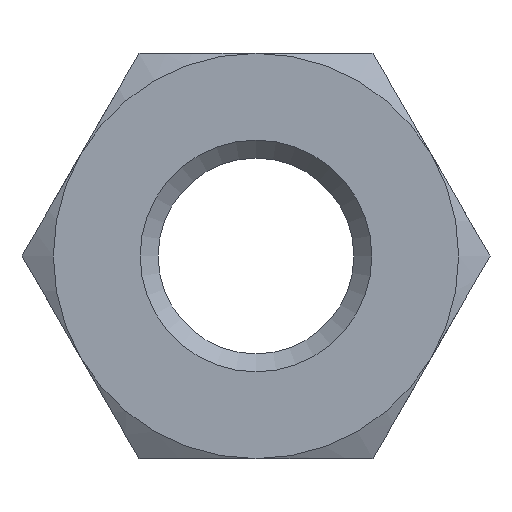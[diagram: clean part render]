
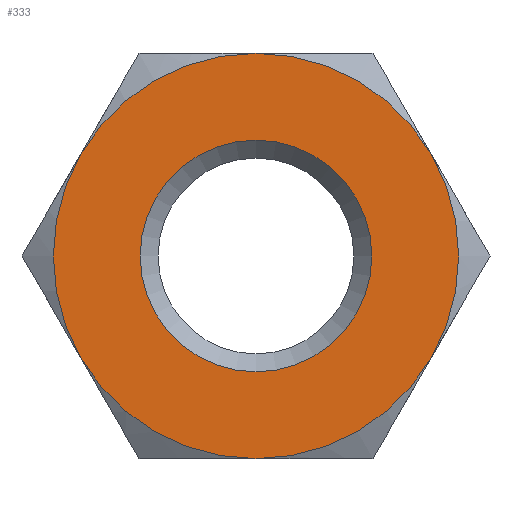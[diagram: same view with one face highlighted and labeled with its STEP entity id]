
A CAD part, left-side view. The second image highlights one B-rep face of the part: STEP entity #333.
In plain terms, the highlighted planar face has unit normal (-1, 0, 0).
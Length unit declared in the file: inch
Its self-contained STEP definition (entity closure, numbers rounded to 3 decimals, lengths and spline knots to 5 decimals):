
#19=FACE_BOUND('',#89,.T.);
#39=PLANE('',#374);
#62=FACE_OUTER_BOUND('',#88,.T.);
#88=EDGE_LOOP('',(#284,#285,#286,#287,#288,#289));
#89=EDGE_LOOP('',(#290));
#98=CIRCLE('',#350,0.21875);
#99=CIRCLE('',#352,0.21875);
#100=CIRCLE('',#354,0.21875);
#101=CIRCLE('',#356,0.21875);
#102=CIRCLE('',#358,0.21875);
#103=CIRCLE('',#360,0.21875);
#105=CIRCLE('',#366,0.125);
#145=VERTEX_POINT('',#525);
#146=VERTEX_POINT('',#529);
#148=VERTEX_POINT('',#536);
#150=VERTEX_POINT('',#549);
#152=VERTEX_POINT('',#559);
#154=VERTEX_POINT('',#569);
#157=VERTEX_POINT('',#593);
#180=EDGE_CURVE('',#145,#146,#98,.T.);
#183=EDGE_CURVE('',#148,#145,#99,.T.);
#185=EDGE_CURVE('',#150,#148,#100,.T.);
#188=EDGE_CURVE('',#152,#150,#101,.T.);
#191=EDGE_CURVE('',#154,#152,#102,.T.);
#194=EDGE_CURVE('',#146,#154,#103,.T.);
#201=EDGE_CURVE('',#157,#157,#105,.T.);
#284=ORIENTED_EDGE('',*,*,#194,.T.);
#285=ORIENTED_EDGE('',*,*,#191,.T.);
#286=ORIENTED_EDGE('',*,*,#188,.T.);
#287=ORIENTED_EDGE('',*,*,#185,.T.);
#288=ORIENTED_EDGE('',*,*,#183,.T.);
#289=ORIENTED_EDGE('',*,*,#180,.T.);
#290=ORIENTED_EDGE('',*,*,#201,.T.);
#333=ADVANCED_FACE('',(#62,#19),#39,.F.);
#350=AXIS2_PLACEMENT_3D('',#533,#404,#405);
#352=AXIS2_PLACEMENT_3D('',#543,#408,#409);
#354=AXIS2_PLACEMENT_3D('',#550,#412,#413);
#356=AXIS2_PLACEMENT_3D('',#560,#416,#417);
#358=AXIS2_PLACEMENT_3D('',#570,#420,#421);
#360=AXIS2_PLACEMENT_3D('',#579,#424,#425);
#366=AXIS2_PLACEMENT_3D('',#594,#440,#441);
#374=AXIS2_PLACEMENT_3D('',#606,#458,#459);
#404=DIRECTION('center_axis',(-1.,0.,0.));
#405=DIRECTION('ref_axis',(0.,1.,0.));
#408=DIRECTION('center_axis',(-1.,0.,0.));
#409=DIRECTION('ref_axis',(0.,1.,0.));
#412=DIRECTION('center_axis',(-1.,0.,0.));
#413=DIRECTION('ref_axis',(0.,1.,0.));
#416=DIRECTION('center_axis',(-1.,0.,0.));
#417=DIRECTION('ref_axis',(0.,1.,0.));
#420=DIRECTION('center_axis',(-1.,0.,0.));
#421=DIRECTION('ref_axis',(0.,1.,0.));
#424=DIRECTION('center_axis',(-1.,0.,0.));
#425=DIRECTION('ref_axis',(0.,1.,0.));
#440=DIRECTION('center_axis',(1.,0.,0.));
#441=DIRECTION('ref_axis',(0.,1.,0.));
#458=DIRECTION('center_axis',(1.,0.,0.));
#459=DIRECTION('ref_axis',(0.,0.,-1.));
#525=CARTESIAN_POINT('',(0.,0.,-0.21875));
#529=CARTESIAN_POINT('',(0.,-0.18944,-0.10937));
#533=CARTESIAN_POINT('Origin',(0.,0.,0.));
#536=CARTESIAN_POINT('',(0.,0.18944,-0.10937));
#543=CARTESIAN_POINT('Origin',(0.,0.,0.));
#549=CARTESIAN_POINT('',(0.,0.18944,0.10937));
#550=CARTESIAN_POINT('Origin',(0.,0.,0.));
#559=CARTESIAN_POINT('',(0.,0.,0.21875));
#560=CARTESIAN_POINT('Origin',(0.,0.,0.));
#569=CARTESIAN_POINT('',(0.,-0.18944,0.10937));
#570=CARTESIAN_POINT('Origin',(0.,0.,0.));
#579=CARTESIAN_POINT('Origin',(0.,0.,0.));
#593=CARTESIAN_POINT('',(0.,0.125,0.));
#594=CARTESIAN_POINT('Origin',(0.,0.,0.));
#606=CARTESIAN_POINT('Origin',(0.,0.,0.));
